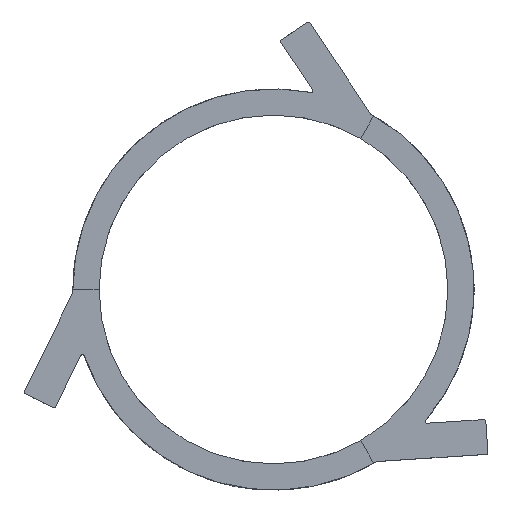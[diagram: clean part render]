
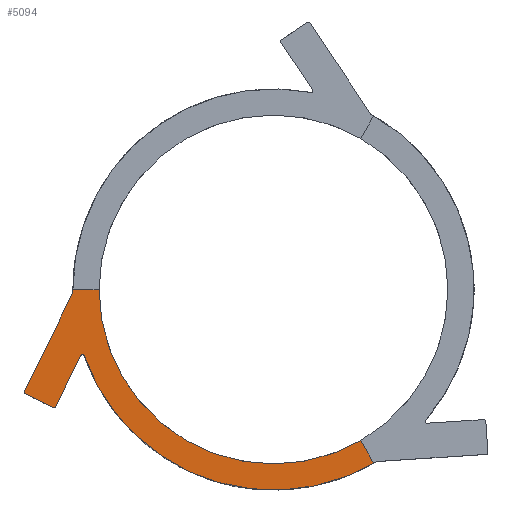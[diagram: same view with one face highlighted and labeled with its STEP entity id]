
A CAD part, top view. The second image highlights one B-rep face of the part: STEP entity #5094.
In plain terms, the highlighted planar face has unit normal (0, 0, 1).
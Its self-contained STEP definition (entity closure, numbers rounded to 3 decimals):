
#3671=CARTESIAN_POINT('',(28.75,-49.796,0.));
#3672=VERTEX_POINT('',#3671);
#3743=CARTESIAN_POINT('',(-54.274,-18.988,0.));
#3744=VERTEX_POINT('',#3743);
#3751=CARTESIAN_POINT('',(0.,0.,0.));
#3752=DIRECTION('',(-0.944,-0.33,0.));
#3753=DIRECTION('',(-0.,0.,1.));
#3754=AXIS2_PLACEMENT_3D('',#3751,#3753,#3752);
#3755=CIRCLE('',#3754,57.5);
#3756=EDGE_CURVE('',#3744,#3672,#3755,.T.);
#3929=CARTESIAN_POINT('',(25.,-43.301,0.));
#3930=VERTEX_POINT('',#3929);
#3931=CARTESIAN_POINT('',(-50.,0.,0.));
#3932=VERTEX_POINT('',#3931);
#3933=CARTESIAN_POINT('',(0.,0.,0.));
#3934=DIRECTION('',(0.5,-0.866,0.));
#3935=DIRECTION('',(0.,0.,-1.));
#3936=AXIS2_PLACEMENT_3D('',#3933,#3935,#3934);
#3937=CIRCLE('',#3936,50.);
#3938=EDGE_CURVE('',#3930,#3932,#3937,.T.);
#4217=CARTESIAN_POINT('',(28.75,-49.796,0.));
#4218=DIRECTION('',(-0.5,0.866,0.));
#4219=VECTOR('',#4218,7.5);
#4220=LINE('',#4217,#4219);
#4221=EDGE_CURVE('',#3672,#3930,#4220,.T.);
#4998=CARTESIAN_POINT('',(-55.194,-18.932,0.));
#4999=VERTEX_POINT('',#4998);
#5000=CARTESIAN_POINT('',(-54.746,-19.153,0.));
#5001=DIRECTION('',(-0.896,0.443,0.));
#5002=DIRECTION('',(0.,0.,-1.));
#5003=AXIS2_PLACEMENT_3D('',#5000,#5002,#5001);
#5004=CIRCLE('',#5003,0.5);
#5005=EDGE_CURVE('',#4999,#3744,#5004,.T.);
#5026=CARTESIAN_POINT('',(-39.523,-52.472,0.));
#5027=DIRECTION('',(0.866,-0.5,0.));
#5028=DIRECTION('',(-0.,0.,1.));
#5029=AXIS2_PLACEMENT_3D('',#5026,#5028,#5027);
#5030=PLANE('',#5029);
#5031=ORIENTED_EDGE('',*,*,#3756,.T.);
#5032=ORIENTED_EDGE('',*,*,#4221,.T.);
#5033=ORIENTED_EDGE('',*,*,#3938,.T.);
#5034=CARTESIAN_POINT('',(-57.5,0.,0.));
#5035=VERTEX_POINT('',#5034);
#5036=CARTESIAN_POINT('',(-50.,0.,0.));
#5037=DIRECTION('',(-1.,0.,0.));
#5038=VECTOR('',#5037,7.5);
#5039=LINE('',#5036,#5038);
#5040=EDGE_CURVE('',#3932,#5035,#5039,.T.);
#5041=ORIENTED_EDGE('E626',*,*,#5040,.T.);
#5042=CARTESIAN_POINT('',(-57.492,-0.966,0.));
#5043=VERTEX_POINT('',#5042);
#5044=CARTESIAN_POINT('',(0.,0.,0.));
#5045=DIRECTION('',(-1.,0.,0.));
#5046=DIRECTION('',(-0.,0.,1.));
#5047=AXIS2_PLACEMENT_3D('',#5044,#5046,#5045);
#5048=CIRCLE('',#5047,57.5);
#5049=EDGE_CURVE('',#5035,#5043,#5048,.T.);
#5050=ORIENTED_EDGE('E627',*,*,#5049,.T.);
#5051=CARTESIAN_POINT('',(-71.429,-29.194,0.));
#5052=VERTEX_POINT('',#5051);
#5053=CARTESIAN_POINT('',(-57.492,-0.966,0.));
#5054=DIRECTION('',(-0.443,-0.897,0.));
#5055=VECTOR('',#5054,31.481);
#5056=LINE('',#5053,#5055);
#5057=EDGE_CURVE('',#5043,#5052,#5056,.T.);
#5058=ORIENTED_EDGE('E628',*,*,#5057,.T.);
#5059=CARTESIAN_POINT('',(-71.202,-29.864,0.));
#5060=VERTEX_POINT('',#5059);
#5061=CARTESIAN_POINT('',(-70.981,-29.415,0.));
#5062=DIRECTION('',(-0.897,0.443,0.));
#5063=DIRECTION('',(0.,0.,1.));
#5064=AXIS2_PLACEMENT_3D('',#5061,#5063,#5062);
#5065=CIRCLE('',#5064,0.5);
#5066=EDGE_CURVE('',#5052,#5060,#5065,.T.);
#5067=ORIENTED_EDGE('E629',*,*,#5066,.T.);
#5068=CARTESIAN_POINT('',(-63.132,-33.848,0.));
#5069=VERTEX_POINT('',#5068);
#5070=CARTESIAN_POINT('',(-71.202,-29.864,0.));
#5071=DIRECTION('',(0.897,-0.443,0.));
#5072=VECTOR('',#5071,9.);
#5073=LINE('',#5070,#5072);
#5074=EDGE_CURVE('',#5060,#5069,#5073,.T.);
#5075=ORIENTED_EDGE('E630',*,*,#5074,.T.);
#5076=CARTESIAN_POINT('',(-62.462,-33.622,0.));
#5077=VERTEX_POINT('',#5076);
#5078=CARTESIAN_POINT('',(-62.91,-33.4,0.));
#5079=DIRECTION('',(-0.443,-0.897,0.));
#5080=DIRECTION('',(0.,0.,1.));
#5081=AXIS2_PLACEMENT_3D('',#5078,#5080,#5079);
#5082=CIRCLE('',#5081,0.5);
#5083=EDGE_CURVE('',#5069,#5077,#5082,.T.);
#5084=ORIENTED_EDGE('E631',*,*,#5083,.T.);
#5085=CARTESIAN_POINT('',(-62.462,-33.622,0.));
#5086=DIRECTION('',(0.443,0.896,0.));
#5087=VECTOR('',#5086,16.39);
#5088=LINE('',#5085,#5087);
#5089=EDGE_CURVE('',#5077,#4999,#5088,.T.);
#5090=ORIENTED_EDGE('E632',*,*,#5089,.T.);
#5091=ORIENTED_EDGE('E632',*,*,#5005,.T.);
#5092=EDGE_LOOP('',(#5031,#5032,#5033,#5041,#5050,#5058,#5067,#5075,#5084,#5090,#5091));
#5093=FACE_OUTER_BOUND('',#5092,.T.);
#5094=ADVANCED_FACE('F351',(#5093),#5030,.T.);
